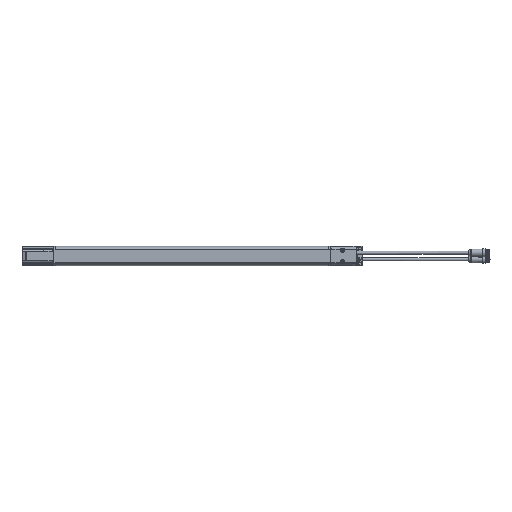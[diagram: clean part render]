
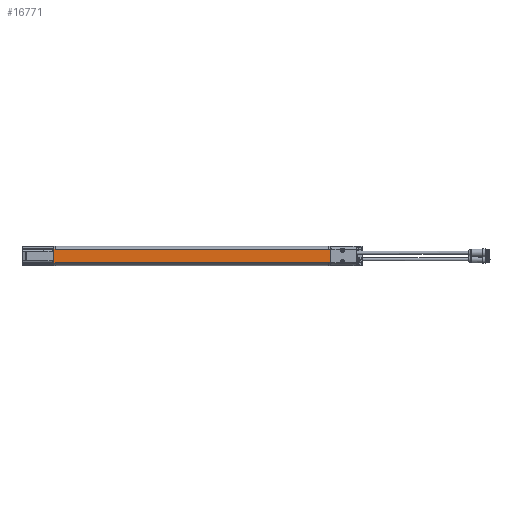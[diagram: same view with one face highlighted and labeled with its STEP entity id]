
A CAD part, left-side view. The second image highlights one B-rep face of the part: STEP entity #16771.
In plain terms, the highlighted planar face has unit normal (-1, 0, 0).
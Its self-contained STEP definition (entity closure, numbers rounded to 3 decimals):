
#1221 = CARTESIAN_POINT ( 'NONE',  ( -2.996, 9.626, -0.468 ) ) ;
#1719 = CARTESIAN_POINT ( 'NONE',  ( -2.996, 9.626, -0.466 ) ) ;
#1938 = CARTESIAN_POINT ( 'NONE',  ( -2.996, 9.747, -0.318 ) ) ;
#2723 = EDGE_CURVE ( 'NONE', #72245, #13749, #90168, .T. ) ;
#2926 = VECTOR ( 'NONE', #40115, 39.37 ) ;
#3777 = CARTESIAN_POINT ( 'NONE',  ( -2.996, -9.626, 0.474 ) ) ;
#3839 = ORIENTED_EDGE ( 'NONE', *, *, #92666, .T. ) ;
#3910 = CARTESIAN_POINT ( 'NONE',  ( -2.996, 9.626, -0.468 ) ) ;
#5883 = VERTEX_POINT ( 'NONE', #31592 ) ;
#6641 = CARTESIAN_POINT ( 'NONE',  ( -2.996, -9.746, 0.474 ) ) ;
#7234 = LINE ( 'NONE', #8740, #2926 ) ;
#8740 = CARTESIAN_POINT ( 'NONE',  ( -2.996, 9.746, -0.688 ) ) ;
#8926 = CARTESIAN_POINT ( 'NONE',  ( -2.996, 9.626, -0.467 ) ) ;
#9981 = VERTEX_POINT ( 'NONE', #6641 ) ;
#11231 = ORIENTED_EDGE ( 'NONE', *, *, #95926, .F. ) ;
#11359 = CARTESIAN_POINT ( 'NONE',  ( -2.996, -9.746, -0.463 ) ) ;
#13520 = VERTEX_POINT ( 'NONE', #88162 ) ;
#13749 = VERTEX_POINT ( 'NONE', #11359 ) ;
#15100 = DIRECTION ( 'NONE',  ( 0., 0., -1. ) ) ;
#15289 = VERTEX_POINT ( 'NONE', #85838 ) ;
#15899 = DIRECTION ( 'NONE',  ( 0., 1., 0. ) ) ;
#16517 = EDGE_CURVE ( 'NONE', #57731, #52005, #18046, .T. ) ;
#16771 = ADVANCED_FACE ( 'NONE', ( #100148 ), #38544, .T. ) ;
#17708 = CARTESIAN_POINT ( 'NONE',  ( -2.996, 120.295, 0.439 ) ) ;
#18046 = LINE ( 'NONE', #96605, #70127 ) ;
#19882 = CARTESIAN_POINT ( 'NONE',  ( -2.996, 9.626, 0.467 ) ) ;
#20646 = LINE ( 'NONE', #51959, #72972 ) ;
#20957 = ORIENTED_EDGE ( 'NONE', *, *, #2723, .T. ) ;
#21570 = EDGE_CURVE ( 'NONE', #15289, #72245, #45428, .T. ) ;
#22374 = VERTEX_POINT ( 'NONE', #1938 ) ;
#22381 = VECTOR ( 'NONE', #80360, 39.37 ) ;
#22392 = EDGE_CURVE ( 'NONE', #69233, #39922, #97581, .T. ) ;
#25944 = LINE ( 'NONE', #17708, #22381 ) ;
#26346 = LINE ( 'NONE', #49963, #53374 ) ;
#26885 = CARTESIAN_POINT ( 'NONE',  ( -2.996, -9.746, -0.463 ) ) ;
#29143 = CARTESIAN_POINT ( 'NONE',  ( -2.996, 9.626, 0.469 ) ) ;
#29706 = ORIENTED_EDGE ( 'NONE', *, *, #68631, .T. ) ;
#31592 = CARTESIAN_POINT ( 'NONE',  ( -2.996, 9.747, 0.469 ) ) ;
#36377 = ORIENTED_EDGE ( 'NONE', *, *, #45177, .T. ) ;
#37289 = EDGE_CURVE ( 'NONE', #91154, #15289, #58952, .T. ) ;
#37669 = EDGE_CURVE ( 'NONE', #13520, #22374, #92649, .T. ) ;
#38104 = VECTOR ( 'NONE', #15100, 39.37 ) ;
#38278 = ORIENTED_EDGE ( 'NONE', *, *, #64557, .F. ) ;
#38544 = PLANE ( 'NONE',  #86608 ) ;
#38588 = CARTESIAN_POINT ( 'NONE',  ( -2.996, -9.746, 0.474 ) ) ;
#39922 = VERTEX_POINT ( 'NONE', #72223 ) ;
#40113 = CARTESIAN_POINT ( 'NONE',  ( -2.996, -9.626, -0.463 ) ) ;
#40115 = DIRECTION ( 'NONE',  ( 0., 0., -1. ) ) ;
#43085 = VECTOR ( 'NONE', #83080, 39.37 ) ;
#43438 = ORIENTED_EDGE ( 'NONE', *, *, #16517, .T. ) ;
#44273 = DIRECTION ( 'NONE',  ( 0., -1., 0. ) ) ;
#44347 = EDGE_CURVE ( 'NONE', #9981, #57731, #92474, .T. ) ;
#45177 = EDGE_CURVE ( 'NONE', #52005, #39922, #25944, .T. ) ;
#45428 = LINE ( 'NONE', #83908, #74388 ) ;
#45854 = ORIENTED_EDGE ( 'NONE', *, *, #22392, .F. ) ;
#46020 = ORIENTED_EDGE ( 'NONE', *, *, #37289, .T. ) ;
#49963 = CARTESIAN_POINT ( 'NONE',  ( -2.996, -9.746, -0.595 ) ) ;
#50513 = CARTESIAN_POINT ( 'NONE',  ( -2.996, -9.706, -0.463 ) ) ;
#50558 = CARTESIAN_POINT ( 'NONE',  ( -2.996, 9.626, -0.466 ) ) ;
#51127 = ORIENTED_EDGE ( 'NONE', *, *, #98089, .T. ) ;
#51762 = CARTESIAN_POINT ( 'NONE',  ( -2.996, 120.295, -0.494 ) ) ;
#51959 = CARTESIAN_POINT ( 'NONE',  ( -2.996, 9.746, -0.468 ) ) ;
#52005 = VERTEX_POINT ( 'NONE', #56412 ) ;
#53374 = VECTOR ( 'NONE', #90471, 39.37 ) ;
#55564 = EDGE_CURVE ( 'NONE', #5883, #13520, #60180, .T. ) ;
#56042 = DIRECTION ( 'NONE',  ( 0., 0., -1. ) ) ;
#56412 = CARTESIAN_POINT ( 'NONE',  ( -2.996, -9.626, 0.472 ) ) ;
#57731 = VERTEX_POINT ( 'NONE', #3777 ) ;
#58291 = VECTOR ( 'NONE', #100186, 39.37 ) ;
#58952 = LINE ( 'NONE', #51762, #43085 ) ;
#60180 = LINE ( 'NONE', #90994, #85508 ) ;
#61634 = DIRECTION ( 'NONE',  ( -1., 0., 0. ) ) ;
#63908 = CARTESIAN_POINT ( 'NONE',  ( -2.996, 9.626, -0.466 ) ) ;
#64557 = EDGE_CURVE ( 'NONE', #9981, #13749, #26346, .T. ) ;
#68631 = EDGE_CURVE ( 'NONE', #22374, #98976, #7234, .T. ) ;
#69056 = CARTESIAN_POINT ( 'NONE',  ( -2.996, 9.747, 0.469 ) ) ;
#69233 = VERTEX_POINT ( 'NONE', #69264 ) ;
#69264 = CARTESIAN_POINT ( 'NONE',  ( -2.996, 9.626, 0.469 ) ) ;
#70127 = VECTOR ( 'NONE', #56042, 39.37 ) ;
#71476 = ORIENTED_EDGE ( 'NONE', *, *, #55564, .T. ) ;
#72223 = CARTESIAN_POINT ( 'NONE',  ( -2.996, 9.626, 0.467 ) ) ;
#72245 = VERTEX_POINT ( 'NONE', #40113 ) ;
#72972 = VECTOR ( 'NONE', #44273, 39.37 ) ;
#74325 = CARTESIAN_POINT ( 'NONE',  ( -2.996, 9.626, 0.468 ) ) ;
#74388 = VECTOR ( 'NONE', #76720, 39.37 ) ;
#74476 = B_SPLINE_CURVE_WITH_KNOTS ( 'NONE', 3,
 ( #76761, #83948, #77775, #69056 ),
 .UNSPECIFIED., .F., .F.,
 ( 4, 4 ),
 ( 0., 1. ),
 .UNSPECIFIED. ) ;
#74759 = B_SPLINE_CURVE_WITH_KNOTS ( 'NONE', 3,
 ( #63908, #1719, #8926, #1221 ),
 .UNSPECIFIED., .F., .F.,
 ( 4, 4 ),
 ( 0.998, 1. ),
 .UNSPECIFIED. ) ;
#76720 = DIRECTION ( 'NONE',  ( 0., 0., -1. ) ) ;
#76761 = CARTESIAN_POINT ( 'NONE',  ( -2.996, 9.626, 0.469 ) ) ;
#77653 = ORIENTED_EDGE ( 'NONE', *, *, #37669, .T. ) ;
#77775 = CARTESIAN_POINT ( 'NONE',  ( -2.996, 9.707, 0.469 ) ) ;
#80360 = DIRECTION ( 'NONE',  ( 0., 1., 0. ) ) ;
#81340 = CARTESIAN_POINT ( 'NONE',  ( -2.996, -9.666, -0.463 ) ) ;
#81596 = EDGE_LOOP ( 'NONE', ( #29706, #3839, #11231, #46020, #89778, #20957, #38278, #90508, #43438, #36377, #45854, #51127, #71476, #77653 ) ) ;
#83080 = DIRECTION ( 'NONE',  ( 0., -1., 0. ) ) ;
#83908 = CARTESIAN_POINT ( 'NONE',  ( -2.996, -9.626, 0.694 ) ) ;
#83948 = CARTESIAN_POINT ( 'NONE',  ( -2.996, 9.666, 0.469 ) ) ;
#85508 = VECTOR ( 'NONE', #97171, 39.37 ) ;
#85838 = CARTESIAN_POINT ( 'NONE',  ( -2.996, -9.626, -0.461 ) ) ;
#85944 = CARTESIAN_POINT ( 'NONE',  ( -2.996, 9.746, -0.688 ) ) ;
#86249 = CARTESIAN_POINT ( 'NONE',  ( -2.996, 9.99, -0.688 ) ) ;
#86608 = AXIS2_PLACEMENT_3D ( 'NONE', #86249, #61634, #15899 ) ;
#88162 = CARTESIAN_POINT ( 'NONE',  ( -2.996, 9.747, 0.32 ) ) ;
#89778 = ORIENTED_EDGE ( 'NONE', *, *, #21570, .T. ) ;
#90168 = B_SPLINE_CURVE_WITH_KNOTS ( 'NONE', 3,
 ( #96731, #81340, #50513, #26885 ),
 .UNSPECIFIED., .F., .F.,
 ( 4, 4 ),
 ( 0., 1. ),
 .UNSPECIFIED. ) ;
#90227 = CARTESIAN_POINT ( 'NONE',  ( -2.996, 9.626, 0.468 ) ) ;
#90471 = DIRECTION ( 'NONE',  ( 0., 0., -1. ) ) ;
#90508 = ORIENTED_EDGE ( 'NONE', *, *, #44347, .T. ) ;
#90994 = CARTESIAN_POINT ( 'NONE',  ( -2.996, 9.746, -0.688 ) ) ;
#91154 = VERTEX_POINT ( 'NONE', #50558 ) ;
#92255 = CARTESIAN_POINT ( 'NONE',  ( -2.996, 9.746, -0.468 ) ) ;
#92474 = LINE ( 'NONE', #38588, #58291 ) ;
#92649 = LINE ( 'NONE', #85944, #38104 ) ;
#92666 = EDGE_CURVE ( 'NONE', #98976, #98836, #20646, .T. ) ;
#95926 = EDGE_CURVE ( 'NONE', #91154, #98836, #74759, .T. ) ;
#96605 = CARTESIAN_POINT ( 'NONE',  ( -2.996, -9.626, 0.694 ) ) ;
#96731 = CARTESIAN_POINT ( 'NONE',  ( -2.996, -9.626, -0.463 ) ) ;
#97171 = DIRECTION ( 'NONE',  ( 0., 0., -1. ) ) ;
#97581 = B_SPLINE_CURVE_WITH_KNOTS ( 'NONE', 3,
 ( #29143, #90227, #74325, #19882 ),
 .UNSPECIFIED., .F., .F.,
 ( 4, 4 ),
 ( 0., 0.002 ),
 .UNSPECIFIED. ) ;
#98089 = EDGE_CURVE ( 'NONE', #69233, #5883, #74476, .T. ) ;
#98836 = VERTEX_POINT ( 'NONE', #3910 ) ;
#98976 = VERTEX_POINT ( 'NONE', #92255 ) ;
#100148 = FACE_OUTER_BOUND ( 'NONE', #81596, .T. ) ;
#100186 = DIRECTION ( 'NONE',  ( 0., 1., 0. ) ) ;
